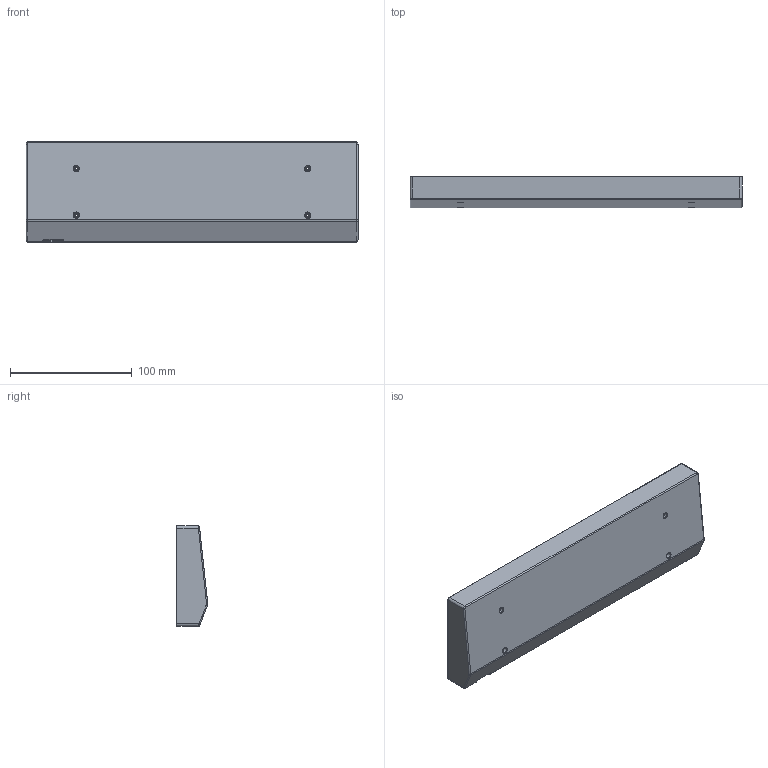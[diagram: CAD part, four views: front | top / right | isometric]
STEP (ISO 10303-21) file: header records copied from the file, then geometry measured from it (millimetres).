
FILE_DESCRIPTION (( 'STEP AP214' ), '1' );
FILE_NAME ('1u饜蹈摒.S', '2022-03-28T14:25:54', ( '' ), ( '' ), 'SwSTEP 2.0', 'SolidWorks 2021', '' );
FILE_SCHEMA (( 'AUTOMOTIVE_DESIGN' ));
Length unit declared in the file: millimetre
Products named in the file (1): 1u配列船D′_D___
Bounding box: 273.1 x 25.93 x 82.6 mm (x, y, z)
Volume: 105208.1 mm3; surface area: 72721 mm2
Topology: 1 solids, 1 shells, 196 faces, 459 edges, 286 vertices
Faces by surface type: cylinder 107, plane 55, torus 20, bspline 14
Entity records: 6215 total; most frequent: CARTESIAN_POINT 1672, DIRECTION 997, ORIENTED_EDGE 918, EDGE_CURVE 459, AXIS2_PLACEMENT_3D 399, VERTEX_POINT 286, EDGE_LOOP 227, CIRCLE 216
